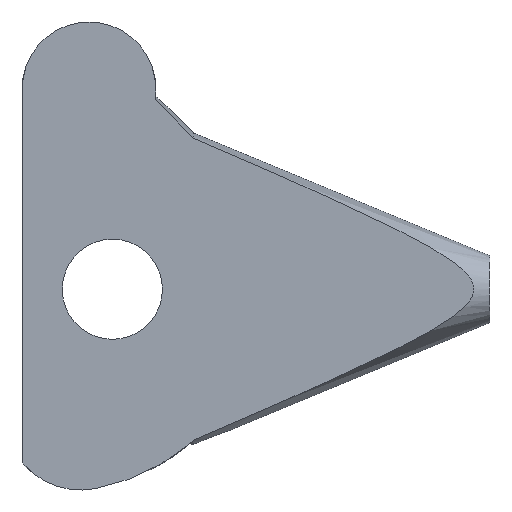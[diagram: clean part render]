
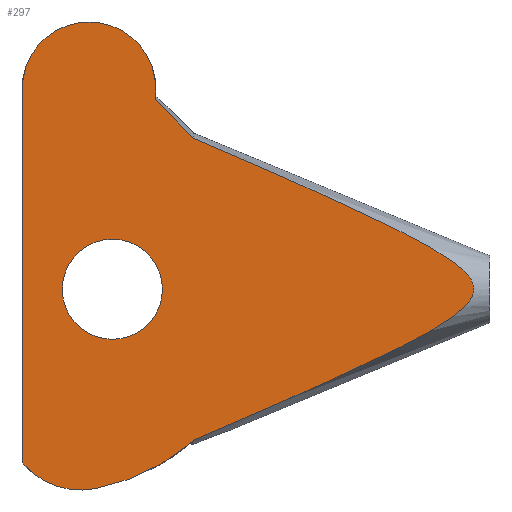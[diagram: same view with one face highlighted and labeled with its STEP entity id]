
A CAD part, front view. The second image highlights one B-rep face of the part: STEP entity #297.
In plain terms, the highlighted planar face has unit normal (0, -1, 0).
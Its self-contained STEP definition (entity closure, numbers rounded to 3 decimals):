
#8 = DIRECTION ( 'NONE',  ( 0., -1., 0. ) ) ;
#23 = CIRCLE ( 'NONE', #204, 3.75 ) ;
#47 = DIRECTION ( 'NONE',  ( 0., 0., -1. ) ) ;
#55 = CARTESIAN_POINT ( 'NONE',  ( 0.127, 0., -28.14 ) ) ;
#70 = CARTESIAN_POINT ( 'NONE',  ( 4.388, 0., -24.279 ) ) ;
#88 = DIRECTION ( 'NONE',  ( -0.671, 0., 0.741 ) ) ;
#93 = LINE ( 'NONE', #989, #377 ) ;
#99 = VERTEX_POINT ( 'NONE', #730 ) ;
#108 = CARTESIAN_POINT ( 'NONE',  ( 10., 0., -0.814 ) ) ;
#111 = ORIENTED_EDGE ( 'NONE', *, *, #376, .T. ) ;
#126 = VERTEX_POINT ( 'NONE', #137 ) ;
#132 = CARTESIAN_POINT ( 'NONE',  ( 6.75, 0., -18.75 ) ) ;
#137 = CARTESIAN_POINT ( 'NONE',  ( 5.47, 0., -29.926 ) ) ;
#141 = ORIENTED_EDGE ( 'NONE', *, *, #210, .T. ) ;
#156 = ORIENTED_EDGE ( 'NONE', *, *, #627, .T. ) ;
#162 = ORIENTED_EDGE ( 'NONE', *, *, #990, .T. ) ;
#170 = VERTEX_POINT ( 'NONE', #409 ) ;
#180 = VERTEX_POINT ( 'NONE', #132 ) ;
#190 = DIRECTION ( 'NONE',  ( -1., 0., 0. ) ) ;
#196 = VERTEX_POINT ( 'NONE', #108 ) ;
#202 = VECTOR ( 'NONE', #885, 1000. ) ;
#204 = AXIS2_PLACEMENT_3D ( 'NONE', #749, #832, #853 ) ;
#210 = EDGE_CURVE ( 'NONE', #99, #363, #503, .T. ) ;
#212 = VERTEX_POINT ( 'NONE', #1254 ) ;
#256 = LINE ( 'NONE', #451, #772 ) ;
#264 = CARTESIAN_POINT ( 'NONE',  ( 14.616, 0., -25.526 ) ) ;
#275 = PLANE ( 'NONE',  #896 ) ;
#276 = VERTEX_POINT ( 'NONE', #702 ) ;
#281 = FACE_BOUND ( 'NONE', #506, .T. ) ;
#284 = CIRCLE ( 'NONE', #417, 15.634 ) ;
#290 = VERTEX_POINT ( 'NONE', #1187 ) ;
#297 = ADVANCED_FACE ( 'NONE', ( #281, #1111 ), #275, .F. ) ;
#348 = CARTESIAN_POINT ( 'NONE',  ( 12.536, 0., -26.581 ) ) ;
#350 = ORIENTED_EDGE ( 'NONE', *, *, #998, .F. ) ;
#357 = EDGE_CURVE ( 'NONE', #1077, #795, #93, .T. ) ;
#363 = VERTEX_POINT ( 'NONE', #1281 ) ;
#366 = DIRECTION ( 'NONE',  ( 0., 1., 0. ) ) ;
#376 = EDGE_CURVE ( 'NONE', #126, #276, #284, .T. ) ;
#377 = VECTOR ( 'NONE', #88, 1000. ) ;
#379 = CARTESIAN_POINT ( 'NONE',  ( 12.808, 0., -3.699 ) ) ;
#409 = CARTESIAN_POINT ( 'NONE',  ( 10., 0., 0. ) ) ;
#417 = AXIS2_PLACEMENT_3D ( 'NONE', #1291, #8, #677 ) ;
#451 = CARTESIAN_POINT ( 'NONE',  ( 10., 0., 0. ) ) ;
#488 = CARTESIAN_POINT ( 'NONE',  ( 0., 0., 0. ) ) ;
#493 = CARTESIAN_POINT ( 'NONE',  ( 11.563, 0., -2.411 ) ) ;
#503 =( BOUNDED_CURVE ( )  B_SPLINE_CURVE ( 2, ( #1066, #264, #954, #963 ),
 .UNSPECIFIED., .F., .F. ) 
 B_SPLINE_CURVE_WITH_KNOTS ( ( 3, 1, 3 ),
 ( -13.302, -13.075, -1.077 ),
 .UNSPECIFIED. ) 
 CURVE ( )  GEOMETRIC_REPRESENTATION_ITEM ( )  RATIONAL_B_SPLINE_CURVE ( ( 2.251, 2.372, 8.653, 2.251 ) ) 
 REPRESENTATION_ITEM ( '' )  );
#506 = EDGE_LOOP ( 'NONE', ( #162, #625 ) ) ;
#558 = AXIS2_PLACEMENT_3D ( 'NONE', #693, #892, #190 ) ;
#564 = CARTESIAN_POINT ( 'NONE',  ( 6.75, 0., -15. ) ) ;
#568 = EDGE_CURVE ( 'NONE', #126, #212, #1178, .T. ) ;
#576 = CARTESIAN_POINT ( 'NONE',  ( 5., 0., -15. ) ) ;
#582 = AXIS2_PLACEMENT_3D ( 'NONE', #966, #733, #1143 ) ;
#589 = CARTESIAN_POINT ( 'NONE',  ( 0., 0., -28. ) ) ;
#600 = CIRCLE ( 'NONE', #1133, 3.75 ) ;
#612 = ORIENTED_EDGE ( 'NONE', *, *, #568, .F. ) ;
#625 = ORIENTED_EDGE ( 'NONE', *, *, #652, .T. ) ;
#627 = EDGE_CURVE ( 'NONE', #276, #99, #1055, .T. ) ;
#652 = EDGE_CURVE ( 'NONE', #180, #720, #600, .T. ) ;
#677 = DIRECTION ( 'NONE',  ( 0.64, 0., -0.768 ) ) ;
#680 = EDGE_CURVE ( 'NONE', #290, #795, #879, .T. ) ;
#688 = CARTESIAN_POINT ( 'NONE',  ( 6.75, 0., -11.25 ) ) ;
#693 = CARTESIAN_POINT ( 'NONE',  ( 5., 0., 0. ) ) ;
#695 = DIRECTION ( 'NONE',  ( 1., 0., 0. ) ) ;
#702 = CARTESIAN_POINT ( 'NONE',  ( 12.536, 0., -26.581 ) ) ;
#720 = VERTEX_POINT ( 'NONE', #688 ) ;
#730 = CARTESIAN_POINT ( 'NONE',  ( 12.808, 0., -26.301 ) ) ;
#733 = DIRECTION ( 'NONE',  ( 0., 1., 0. ) ) ;
#748 = EDGE_CURVE ( 'NONE', #290, #170, #1090, .T. ) ;
#749 = CARTESIAN_POINT ( 'NONE',  ( 6.75, 0., -15. ) ) ;
#750 = AXIS2_PLACEMENT_3D ( 'NONE', #70, #366, #961 ) ;
#758 = EDGE_CURVE ( 'NONE', #363, #196, #899, .T. ) ;
#772 = VECTOR ( 'NONE', #47, 1000. ) ;
#795 = VERTEX_POINT ( 'NONE', #589 ) ;
#832 = DIRECTION ( 'NONE',  ( 0., 1., 0. ) ) ;
#848 = CARTESIAN_POINT ( 'NONE',  ( 12.674, 0., -26.44 ) ) ;
#853 = DIRECTION ( 'NONE',  ( 0., 0., 1. ) ) ;
#859 = ORIENTED_EDGE ( 'NONE', *, *, #758, .T. ) ;
#879 = LINE ( 'NONE', #488, #202 ) ;
#885 = DIRECTION ( 'NONE',  ( 0., 0., -1. ) ) ;
#892 = DIRECTION ( 'NONE',  ( 0., 1., 0. ) ) ;
#893 = ORIENTED_EDGE ( 'NONE', *, *, #357, .F. ) ;
#896 = AXIS2_PLACEMENT_3D ( 'NONE', #576, #1099, #695 ) ;
#899 =( BOUNDED_CURVE ( )  B_SPLINE_CURVE ( 2, ( #379, #493, #1289 ),
 .UNSPECIFIED., .F., .F. ) 
 B_SPLINE_CURVE_WITH_KNOTS ( ( 3, 3 ),
 ( -0.88, -0.646 ),
 .UNSPECIFIED. ) 
 CURVE ( )  GEOMETRIC_REPRESENTATION_ITEM ( )  RATIONAL_B_SPLINE_CURVE ( ( 2.825, 2.604, 2.371 ) ) 
 REPRESENTATION_ITEM ( '' )  );
#932 = ORIENTED_EDGE ( 'NONE', *, *, #680, .T. ) ;
#937 = EDGE_CURVE ( 'NONE', #170, #196, #256, .T. ) ;
#939 = EDGE_LOOP ( 'NONE', ( #612, #111, #156, #141, #859, #1014, #1125, #932, #893, #350 ) ) ;
#954 = CARTESIAN_POINT ( 'NONE',  ( 39.05, 0., -14.945 ) ) ;
#961 = DIRECTION ( 'NONE',  ( -0.317, 0., -0.948 ) ) ;
#963 = CARTESIAN_POINT ( 'NONE',  ( 12.808, 0., -3.699 ) ) ;
#966 = CARTESIAN_POINT ( 'NONE',  ( 4.388, 0., -24.279 ) ) ;
#969 = CARTESIAN_POINT ( 'NONE',  ( 12.808, 0., -26.301 ) ) ;
#975 = DIRECTION ( 'NONE',  ( 0., 1., 0. ) ) ;
#989 = CARTESIAN_POINT ( 'NONE',  ( -1.609, 0., -26.224 ) ) ;
#990 = EDGE_CURVE ( 'NONE', #720, #180, #23, .T. ) ;
#998 = EDGE_CURVE ( 'NONE', #212, #1077, #1011, .T. ) ;
#1011 = CIRCLE ( 'NONE', #582, 5.75 ) ;
#1014 = ORIENTED_EDGE ( 'NONE', *, *, #937, .F. ) ;
#1055 =( BOUNDED_CURVE ( )  B_SPLINE_CURVE ( 2, ( #348, #848, #969 ),
 .UNSPECIFIED., .F., .F. ) 
 B_SPLINE_CURVE_WITH_KNOTS ( ( 3, 3 ),
 ( -9.603, -9.576 ),
 .UNSPECIFIED. ) 
 CURVE ( )  GEOMETRIC_REPRESENTATION_ITEM ( )  RATIONAL_B_SPLINE_CURVE ( ( 2.773, 2.799, 2.825 ) ) 
 REPRESENTATION_ITEM ( '' )  );
#1066 = CARTESIAN_POINT ( 'NONE',  ( 12.808, 0., -26.301 ) ) ;
#1077 = VERTEX_POINT ( 'NONE', #55 ) ;
#1090 = CIRCLE ( 'NONE', #558, 5. ) ;
#1099 = DIRECTION ( 'NONE',  ( 0., 1., 0. ) ) ;
#1111 = FACE_OUTER_BOUND ( 'NONE', #939, .T. ) ;
#1125 = ORIENTED_EDGE ( 'NONE', *, *, #748, .F. ) ;
#1133 = AXIS2_PLACEMENT_3D ( 'NONE', #564, #975, #1245 ) ;
#1143 = DIRECTION ( 'NONE',  ( -0.317, 0., -0.948 ) ) ;
#1178 = CIRCLE ( 'NONE', #750, 5.75 ) ;
#1187 = CARTESIAN_POINT ( 'NONE',  ( 0., 0., 0. ) ) ;
#1245 = DIRECTION ( 'NONE',  ( 0., 0., 1. ) ) ;
#1254 = CARTESIAN_POINT ( 'NONE',  ( 2.565, 0., -29.732 ) ) ;
#1281 = CARTESIAN_POINT ( 'NONE',  ( 12.808, 0., -3.699 ) ) ;
#1289 = CARTESIAN_POINT ( 'NONE',  ( 10., 0., -0.814 ) ) ;
#1291 = CARTESIAN_POINT ( 'NONE',  ( 2.527, 0., -14.572 ) ) ;
